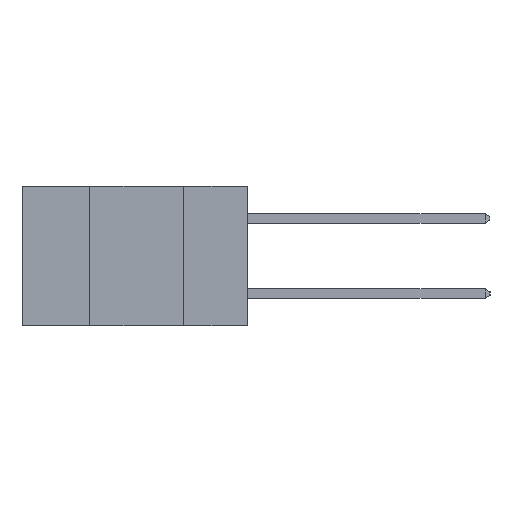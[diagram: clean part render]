
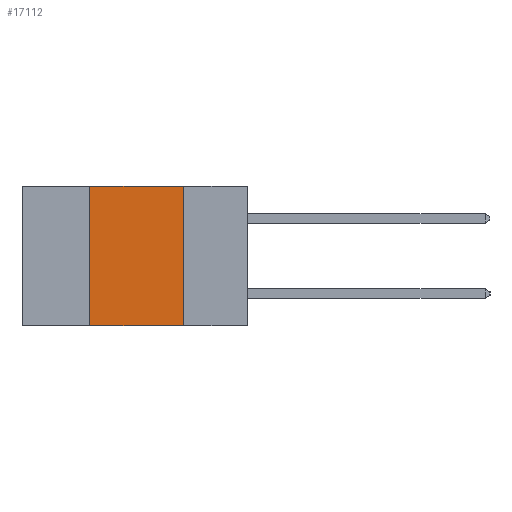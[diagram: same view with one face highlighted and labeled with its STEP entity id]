
A CAD part, left-side view. The second image highlights one B-rep face of the part: STEP entity #17112.
In plain terms, the highlighted planar face has unit normal (-1, 0, 0).
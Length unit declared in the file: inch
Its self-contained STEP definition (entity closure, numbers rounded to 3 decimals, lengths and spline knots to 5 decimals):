
#5801 = EDGE_CURVE ( 'NONE', #20299, #23234, #17160, .T. ) ;
#6540 = CARTESIAN_POINT ( 'NONE',  ( 0., 0.6, 0. ) ) ;
#6680 = DIRECTION ( 'NONE',  ( 0., -1., 0. ) ) ;
#6720 = ORIENTED_EDGE ( 'NONE', *, *, #15968, .T. ) ;
#6753 = PLANE ( 'NONE',  #7804 ) ;
#7014 = EDGE_CURVE ( 'NONE', #23234, #20884, #16811, .T. ) ;
#7804 = AXIS2_PLACEMENT_3D ( 'NONE', #17731, #19632, #8634 ) ;
#8634 = DIRECTION ( 'NONE',  ( 0., 0., -1. ) ) ;
#9336 = ORIENTED_EDGE ( 'NONE', *, *, #7014, .F. ) ;
#9862 = EDGE_CURVE ( 'NONE', #20884, #12107, #23017, .T. ) ;
#12107 = VERTEX_POINT ( 'NONE', #13601 ) ;
#12302 = VECTOR ( 'NONE', #17601, 39.37008 ) ;
#13152 = CARTESIAN_POINT ( 'NONE',  ( 0., 0.6, -0.37 ) ) ;
#13601 = CARTESIAN_POINT ( 'NONE',  ( 0., 0.17, -0.37 ) ) ;
#13681 = ORIENTED_EDGE ( 'NONE', *, *, #9862, .F. ) ;
#13787 = DIRECTION ( 'NONE',  ( 0., 0., -1. ) ) ;
#14688 = LINE ( 'NONE', #13152, #22718 ) ;
#14972 = DIRECTION ( 'NONE',  ( 0., -1., 0. ) ) ;
#15968 = EDGE_CURVE ( 'NONE', #20299, #12107, #14688, .T. ) ;
#16238 = VECTOR ( 'NONE', #6680, 39.37008 ) ;
#16811 = LINE ( 'NONE', #6540, #16238 ) ;
#17112 = ADVANCED_FACE ( 'NONE', ( #23413 ), #6753, .F. ) ;
#17160 = LINE ( 'NONE', #17712, #12302 ) ;
#17571 = VECTOR ( 'NONE', #13787, 39.37008 ) ;
#17581 = CARTESIAN_POINT ( 'NONE',  ( 0., 0.42, -0.37 ) ) ;
#17601 = DIRECTION ( 'NONE',  ( 0., 0., 1. ) ) ;
#17712 = CARTESIAN_POINT ( 'NONE',  ( 0., 0.42, -0.37 ) ) ;
#17731 = CARTESIAN_POINT ( 'NONE',  ( 0., 0.6, 0. ) ) ;
#17749 = EDGE_LOOP ( 'NONE', ( #13681, #9336, #20237, #6720 ) ) ;
#19125 = CARTESIAN_POINT ( 'NONE',  ( 0., 0.17, 0. ) ) ;
#19200 = CARTESIAN_POINT ( 'NONE',  ( 0., 0.17, -0.37 ) ) ;
#19632 = DIRECTION ( 'NONE',  ( 1., 0., 0. ) ) ;
#20237 = ORIENTED_EDGE ( 'NONE', *, *, #5801, .F. ) ;
#20299 = VERTEX_POINT ( 'NONE', #17581 ) ;
#20884 = VERTEX_POINT ( 'NONE', #19125 ) ;
#22498 = CARTESIAN_POINT ( 'NONE',  ( 0., 0.42, 0. ) ) ;
#22718 = VECTOR ( 'NONE', #14972, 39.37008 ) ;
#23017 = LINE ( 'NONE', #19200, #17571 ) ;
#23234 = VERTEX_POINT ( 'NONE', #22498 ) ;
#23413 = FACE_OUTER_BOUND ( 'NONE', #17749, .T. ) ;
